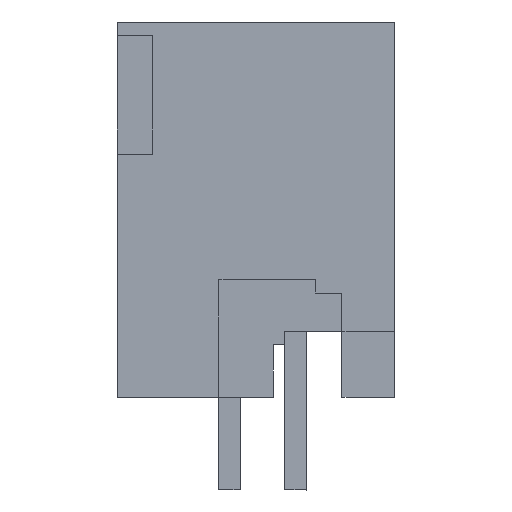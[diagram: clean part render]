
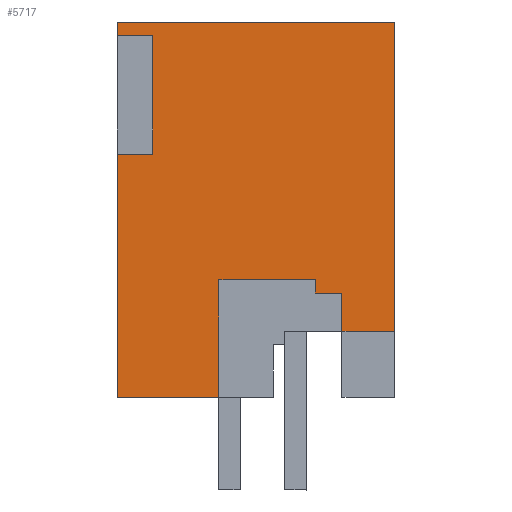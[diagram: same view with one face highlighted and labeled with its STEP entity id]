
A CAD part, left-side view. The second image highlights one B-rep face of the part: STEP entity #5717.
In plain terms, the highlighted planar face has unit normal (-1, 0, 0).
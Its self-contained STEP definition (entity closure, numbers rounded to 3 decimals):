
#5645=AXIS2_PLACEMENT_3D('Plane Axis2P3D',#5642,#5643,#5644) ;
#1139=CARTESIAN_POINT('Vertex',(0.,6.65,3.5)) ;
#1142=CARTESIAN_POINT('Line Origine',(0.,8.575,3.5)) ;
#1146=CARTESIAN_POINT('Vertex',(0.,10.5,3.5)) ;
#2294=CARTESIAN_POINT('Vertex',(0.,2.,6.)) ;
#2297=CARTESIAN_POINT('Line Origine',(0.,2.,6.725)) ;
#2301=CARTESIAN_POINT('Vertex',(0.,2.,7.45)) ;
#2333=CARTESIAN_POINT('Line Origine',(0.,2.5,7.45)) ;
#2337=CARTESIAN_POINT('Vertex',(0.,3.,7.45)) ;
#2355=CARTESIAN_POINT('Line Origine',(0.,3.,7.7)) ;
#2359=CARTESIAN_POINT('Vertex',(0.,3.,7.95)) ;
#2384=CARTESIAN_POINT('Line Origine',(0.,4.825,7.95)) ;
#2388=CARTESIAN_POINT('Vertex',(0.,6.65,7.95)) ;
#2413=CARTESIAN_POINT('Line Origine',(0.,6.65,5.725)) ;
#5642=CARTESIAN_POINT('Axis2P3D Location',(0.,10.5,0.)) ;
#5647=CARTESIAN_POINT('Line Origine',(0.,10.5,8.1)) ;
#5651=CARTESIAN_POINT('Vertex',(0.,10.5,12.7)) ;
#5654=CARTESIAN_POINT('Line Origine',(0.,1.,6.)) ;
#5658=CARTESIAN_POINT('Vertex',(0.,0.,6.)) ;
#5661=CARTESIAN_POINT('Line Origine',(0.,0.,11.85)) ;
#5665=CARTESIAN_POINT('Vertex',(0.,0.,17.7)) ;
#5668=CARTESIAN_POINT('Line Origine',(0.,5.25,17.7)) ;
#5672=CARTESIAN_POINT('Vertex',(0.,10.5,17.7)) ;
#5675=CARTESIAN_POINT('Line Origine',(0.,10.5,17.45)) ;
#5679=CARTESIAN_POINT('Vertex',(0.,10.5,17.2)) ;
#5682=CARTESIAN_POINT('Line Origine',(0.,9.825,17.2)) ;
#5686=CARTESIAN_POINT('Vertex',(0.,9.15,17.2)) ;
#5689=CARTESIAN_POINT('Line Origine',(0.,9.15,14.95)) ;
#5693=CARTESIAN_POINT('Vertex',(0.,9.15,12.7)) ;
#5696=CARTESIAN_POINT('Line Origine',(0.,9.825,12.7)) ;
#1143=DIRECTION('Vector Direction',(0.,1.,0.)) ;
#2298=DIRECTION('Vector Direction',(0.,0.,-1.)) ;
#2334=DIRECTION('Vector Direction',(0.,1.,0.)) ;
#2356=DIRECTION('Vector Direction',(0.,0.,1.)) ;
#2385=DIRECTION('Vector Direction',(0.,1.,0.)) ;
#2414=DIRECTION('Vector Direction',(0.,0.,1.)) ;
#5643=DIRECTION('Axis2P3D Direction',(-1.,0.,0.)) ;
#5644=DIRECTION('Axis2P3D XDirection',(0.,0.,1.)) ;
#5648=DIRECTION('Vector Direction',(0.,0.,1.)) ;
#5655=DIRECTION('Vector Direction',(0.,1.,0.)) ;
#5662=DIRECTION('Vector Direction',(0.,0.,1.)) ;
#5669=DIRECTION('Vector Direction',(0.,1.,0.)) ;
#5676=DIRECTION('Vector Direction',(0.,0.,1.)) ;
#5683=DIRECTION('Vector Direction',(0.,-1.,0.)) ;
#5690=DIRECTION('Vector Direction',(0.,0.,-1.)) ;
#5697=DIRECTION('Vector Direction',(0.,-1.,0.)) ;
#1144=VECTOR('Line Direction',#1143,1.) ;
#2299=VECTOR('Line Direction',#2298,1.) ;
#2335=VECTOR('Line Direction',#2334,1.) ;
#2357=VECTOR('Line Direction',#2356,1.) ;
#2386=VECTOR('Line Direction',#2385,1.) ;
#2415=VECTOR('Line Direction',#2414,1.) ;
#5649=VECTOR('Line Direction',#5648,1.) ;
#5656=VECTOR('Line Direction',#5655,1.) ;
#5663=VECTOR('Line Direction',#5662,1.) ;
#5670=VECTOR('Line Direction',#5669,1.) ;
#5677=VECTOR('Line Direction',#5676,1.) ;
#5684=VECTOR('Line Direction',#5683,1.) ;
#5691=VECTOR('Line Direction',#5690,1.) ;
#5698=VECTOR('Line Direction',#5697,1.) ;
#5702=ORIENTED_EDGE('',*,*,#5653,.T.) ;
#5703=ORIENTED_EDGE('',*,*,#1148,.T.) ;
#5704=ORIENTED_EDGE('',*,*,#2417,.T.) ;
#5705=ORIENTED_EDGE('',*,*,#2390,.T.) ;
#5706=ORIENTED_EDGE('',*,*,#2361,.T.) ;
#5707=ORIENTED_EDGE('',*,*,#2339,.T.) ;
#5708=ORIENTED_EDGE('',*,*,#2303,.T.) ;
#5709=ORIENTED_EDGE('',*,*,#5660,.T.) ;
#5710=ORIENTED_EDGE('',*,*,#5667,.T.) ;
#5711=ORIENTED_EDGE('',*,*,#5674,.T.) ;
#5712=ORIENTED_EDGE('',*,*,#5681,.T.) ;
#5713=ORIENTED_EDGE('',*,*,#5688,.F.) ;
#5714=ORIENTED_EDGE('',*,*,#5695,.F.) ;
#5715=ORIENTED_EDGE('',*,*,#5700,.F.) ;
#5717=ADVANCED_FACE('HOUSING',(#5716),#5646,.T.) ;
#1148=EDGE_CURVE('',#1147,#1140,#1145,.F.) ;
#2303=EDGE_CURVE('',#2302,#2295,#2300,.T.) ;
#2339=EDGE_CURVE('',#2338,#2302,#2336,.F.) ;
#2361=EDGE_CURVE('',#2360,#2338,#2358,.F.) ;
#2390=EDGE_CURVE('',#2389,#2360,#2387,.F.) ;
#2417=EDGE_CURVE('',#1140,#2389,#2416,.T.) ;
#5653=EDGE_CURVE('',#5652,#1147,#5650,.F.) ;
#5660=EDGE_CURVE('',#2295,#5659,#5657,.F.) ;
#5667=EDGE_CURVE('',#5659,#5666,#5664,.T.) ;
#5674=EDGE_CURVE('',#5666,#5673,#5671,.T.) ;
#5681=EDGE_CURVE('',#5673,#5680,#5678,.F.) ;
#5688=EDGE_CURVE('',#5687,#5680,#5685,.F.) ;
#5695=EDGE_CURVE('',#5694,#5687,#5692,.F.) ;
#5700=EDGE_CURVE('',#5652,#5694,#5699,.T.) ;
#5701=EDGE_LOOP('',(#5702,#5703,#5704,#5705,#5706,#5707,#5708,#5709,#5710,#5711,#5712,#5713,#5714,#5715)) ;
#5716=FACE_OUTER_BOUND('',#5701,.T.) ;
#1145=LINE('Line',#1142,#1144) ;
#2300=LINE('Line',#2297,#2299) ;
#2336=LINE('Line',#2333,#2335) ;
#2358=LINE('Line',#2355,#2357) ;
#2387=LINE('Line',#2384,#2386) ;
#2416=LINE('Line',#2413,#2415) ;
#5650=LINE('Line',#5647,#5649) ;
#5657=LINE('Line',#5654,#5656) ;
#5664=LINE('Line',#5661,#5663) ;
#5671=LINE('Line',#5668,#5670) ;
#5678=LINE('Line',#5675,#5677) ;
#5685=LINE('Line',#5682,#5684) ;
#5692=LINE('Line',#5689,#5691) ;
#5699=LINE('Line',#5696,#5698) ;
#5646=PLANE('',#5645) ;
#1140=VERTEX_POINT('',#1139) ;
#1147=VERTEX_POINT('',#1146) ;
#2295=VERTEX_POINT('',#2294) ;
#2302=VERTEX_POINT('',#2301) ;
#2338=VERTEX_POINT('',#2337) ;
#2360=VERTEX_POINT('',#2359) ;
#2389=VERTEX_POINT('',#2388) ;
#5652=VERTEX_POINT('',#5651) ;
#5659=VERTEX_POINT('',#5658) ;
#5666=VERTEX_POINT('',#5665) ;
#5673=VERTEX_POINT('',#5672) ;
#5680=VERTEX_POINT('',#5679) ;
#5687=VERTEX_POINT('',#5686) ;
#5694=VERTEX_POINT('',#5693) ;
